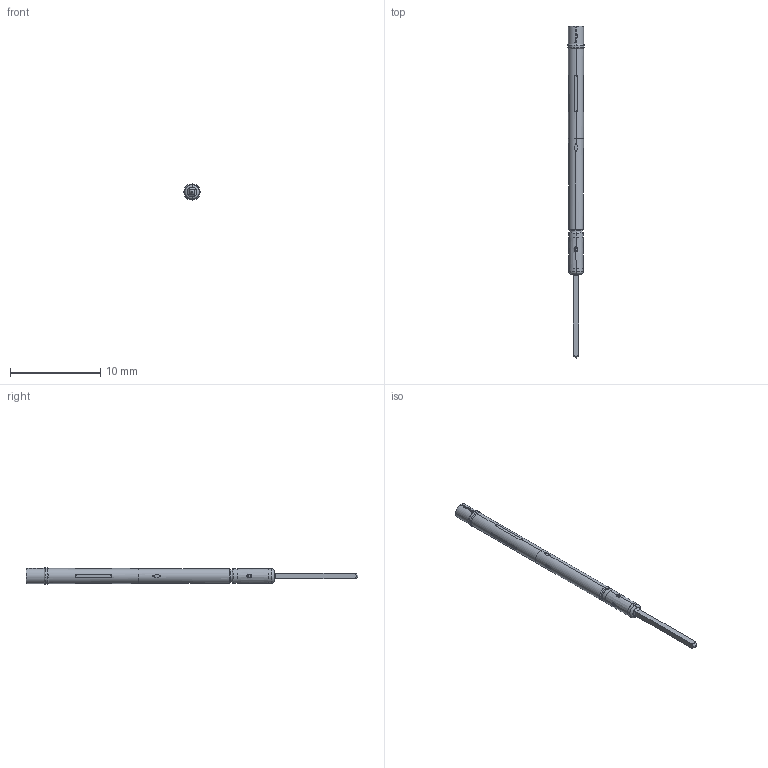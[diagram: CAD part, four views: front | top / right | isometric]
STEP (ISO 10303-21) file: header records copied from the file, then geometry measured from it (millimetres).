
FILE_DESCRIPTION (( 'STEP AP203' ), '1' );
FILE_NAME ('INGUN_KS-100_47_25.STEP', '2022-02-09T05:11:47', ( 'ochi' ), ( '' ), 'SwSTEP 2.0', 'SolidWorks 2018', '' );
FILE_SCHEMA (( 'CONFIG_CONTROL_DESIGN' ));
Length unit declared in the file: millimetre
Products named in the file (1): INGUN_KS-100_47_25
Bounding box: 1.8 x 36.8 x 1.8 mm (x, y, z)
Volume: 62.3 mm3; surface area: 169.6 mm2
Topology: 1 solids, 1 shells, 172 faces, 444 edges, 282 vertices
Faces by surface type: plane 59, bspline 54, cylinder 45, torus 10, cone 4
Entity records: 6588 total; most frequent: CARTESIAN_POINT 2814, ORIENTED_EDGE 888, DIRECTION 596, EDGE_CURVE 444, VERTEX_POINT 282, AXIS2_PLACEMENT_3D 233, B_SPLINE_CURVE_WITH_KNOTS 188, EDGE_LOOP 180
